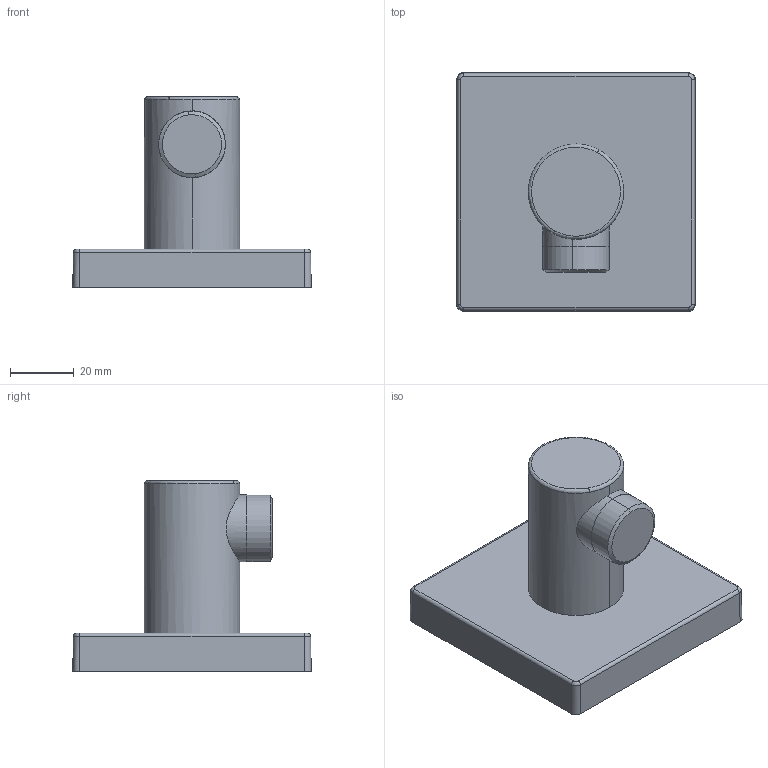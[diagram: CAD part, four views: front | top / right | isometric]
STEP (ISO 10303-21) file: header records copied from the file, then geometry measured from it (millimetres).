
FILE_DESCRIPTION (( 'STEP AP203' ), '1' );
FILE_NAME ('5118017033(2020).STEP', '2020-12-04T09:11:36', ( '' ), ( '' ), 'SwSTEP 2.0', 'SolidWorks 2016', '' );
FILE_SCHEMA (( 'CONFIG_CONTROL_DESIGN' ));
Length unit declared in the file: millimetre
Products named in the file (1): 5118017033(2020)
Bounding box: 75 x 75 x 60 mm (x, y, z)
Volume: 104795.3 mm3; surface area: 19843.1 mm2
Topology: 1 solids, 1 shells, 31 faces, 71 edges, 44 vertices
Faces by surface type: cylinder 14, plane 9, bspline 6, cone 2
Entity records: 1125 total; most frequent: CARTESIAN_POINT 396, ORIENTED_EDGE 142, DIRECTION 129, EDGE_CURVE 71, AXIS2_PLACEMENT_3D 50, VERTEX_POINT 44, EDGE_LOOP 33, FACE_OUTER_BOUND 31
